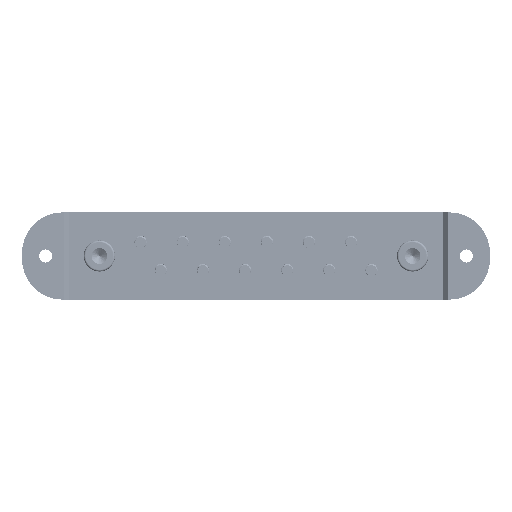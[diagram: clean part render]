
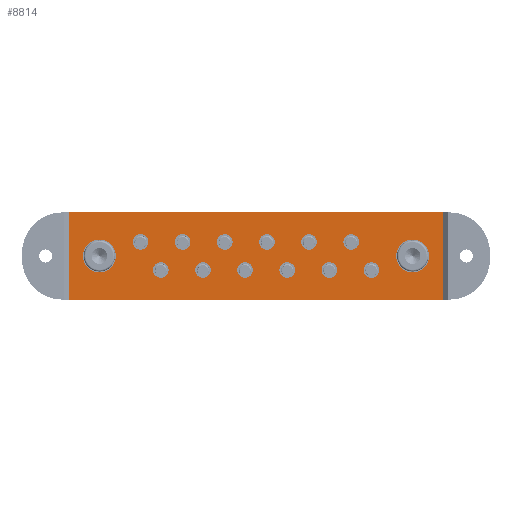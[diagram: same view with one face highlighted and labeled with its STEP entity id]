
A CAD part, front view. The second image highlights one B-rep face of the part: STEP entity #8814.
In plain terms, the highlighted planar face has unit normal (0, -1, 0).
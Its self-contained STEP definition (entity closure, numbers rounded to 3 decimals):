
#199=FACE_BOUND('',#1193,.T.);
#200=FACE_BOUND('',#1194,.T.);
#201=FACE_BOUND('',#1195,.T.);
#202=FACE_BOUND('',#1196,.T.);
#203=FACE_BOUND('',#1197,.T.);
#204=FACE_BOUND('',#1198,.T.);
#205=FACE_BOUND('',#1199,.T.);
#206=FACE_BOUND('',#1200,.T.);
#207=FACE_BOUND('',#1201,.T.);
#208=FACE_BOUND('',#1202,.T.);
#209=FACE_BOUND('',#1203,.T.);
#210=FACE_BOUND('',#1204,.T.);
#211=FACE_BOUND('',#1205,.T.);
#212=FACE_BOUND('',#1206,.T.);
#402=PLANE('',#9505);
#668=FACE_OUTER_BOUND('',#1192,.T.);
#1192=EDGE_LOOP('',(#6737,#6738,#6739,#6740));
#1193=EDGE_LOOP('',(#6741));
#1194=EDGE_LOOP('',(#6742));
#1195=EDGE_LOOP('',(#6743));
#1196=EDGE_LOOP('',(#6744));
#1197=EDGE_LOOP('',(#6745));
#1198=EDGE_LOOP('',(#6746));
#1199=EDGE_LOOP('',(#6747));
#1200=EDGE_LOOP('',(#6748));
#1201=EDGE_LOOP('',(#6749));
#1202=EDGE_LOOP('',(#6750));
#1203=EDGE_LOOP('',(#6751));
#1204=EDGE_LOOP('',(#6752));
#1205=EDGE_LOOP('',(#6753));
#1206=EDGE_LOOP('',(#6754));
#1677=CIRCLE('',#9487,5.25);
#1680=CIRCLE('',#9492,5.25);
#1687=CIRCLE('',#9506,2.5);
#1688=CIRCLE('',#9507,2.5);
#1689=CIRCLE('',#9508,2.5);
#1690=CIRCLE('',#9509,2.5);
#1691=CIRCLE('',#9510,2.5);
#1692=CIRCLE('',#9511,2.5);
#1693=CIRCLE('',#9512,2.5);
#1694=CIRCLE('',#9513,2.5);
#1695=CIRCLE('',#9514,2.5);
#1696=CIRCLE('',#9515,2.5);
#1697=CIRCLE('',#9516,2.5);
#1698=CIRCLE('',#9517,2.5);
#2636=LINE('',#19618,#3062);
#2650=LINE('',#19679,#3076);
#2654=LINE('',#19693,#3080);
#2658=LINE('',#19699,#3084);
#3062=VECTOR('',#10751,10.);
#3076=VECTOR('',#10821,10.);
#3080=VECTOR('',#10835,10.);
#3084=VECTOR('',#10841,10.);
#3666=VERTEX_POINT('',#19615);
#3667=VERTEX_POINT('',#19617);
#3679=VERTEX_POINT('',#19657);
#3682=VERTEX_POINT('',#19666);
#3685=VERTEX_POINT('',#19675);
#3691=VERTEX_POINT('',#19692);
#3694=VERTEX_POINT('',#19704);
#3695=VERTEX_POINT('',#19706);
#3696=VERTEX_POINT('',#19708);
#3697=VERTEX_POINT('',#19710);
#3698=VERTEX_POINT('',#19712);
#3699=VERTEX_POINT('',#19714);
#3700=VERTEX_POINT('',#19716);
#3701=VERTEX_POINT('',#19718);
#3702=VERTEX_POINT('',#19720);
#3703=VERTEX_POINT('',#19722);
#3704=VERTEX_POINT('',#19724);
#3705=VERTEX_POINT('',#19726);
#4752=EDGE_CURVE('',#3666,#3667,#2636,.T.);
#4772=EDGE_CURVE('',#3679,#3679,#1677,.T.);
#4776=EDGE_CURVE('',#3682,#3682,#1680,.T.);
#4782=EDGE_CURVE('',#3667,#3685,#2650,.T.);
#4789=EDGE_CURVE('',#3685,#3691,#2654,.T.);
#4793=EDGE_CURVE('',#3691,#3666,#2658,.T.);
#4795=EDGE_CURVE('',#3694,#3694,#1687,.T.);
#4796=EDGE_CURVE('',#3695,#3695,#1688,.T.);
#4797=EDGE_CURVE('',#3696,#3696,#1689,.T.);
#4798=EDGE_CURVE('',#3697,#3697,#1690,.T.);
#4799=EDGE_CURVE('',#3698,#3698,#1691,.T.);
#4800=EDGE_CURVE('',#3699,#3699,#1692,.T.);
#4801=EDGE_CURVE('',#3700,#3700,#1693,.T.);
#4802=EDGE_CURVE('',#3701,#3701,#1694,.T.);
#4803=EDGE_CURVE('',#3702,#3702,#1695,.T.);
#4804=EDGE_CURVE('',#3703,#3703,#1696,.T.);
#4805=EDGE_CURVE('',#3704,#3704,#1697,.T.);
#4806=EDGE_CURVE('',#3705,#3705,#1698,.T.);
#6737=ORIENTED_EDGE('',*,*,#4752,.F.);
#6738=ORIENTED_EDGE('',*,*,#4793,.F.);
#6739=ORIENTED_EDGE('',*,*,#4789,.F.);
#6740=ORIENTED_EDGE('',*,*,#4782,.F.);
#6741=ORIENTED_EDGE('',*,*,#4772,.T.);
#6742=ORIENTED_EDGE('',*,*,#4776,.T.);
#6743=ORIENTED_EDGE('',*,*,#4795,.F.);
#6744=ORIENTED_EDGE('',*,*,#4796,.F.);
#6745=ORIENTED_EDGE('',*,*,#4797,.F.);
#6746=ORIENTED_EDGE('',*,*,#4798,.F.);
#6747=ORIENTED_EDGE('',*,*,#4799,.F.);
#6748=ORIENTED_EDGE('',*,*,#4800,.F.);
#6749=ORIENTED_EDGE('',*,*,#4801,.F.);
#6750=ORIENTED_EDGE('',*,*,#4802,.F.);
#6751=ORIENTED_EDGE('',*,*,#4803,.F.);
#6752=ORIENTED_EDGE('',*,*,#4804,.F.);
#6753=ORIENTED_EDGE('',*,*,#4805,.F.);
#6754=ORIENTED_EDGE('',*,*,#4806,.F.);
#8814=ADVANCED_FACE('',(#668,#199,#200,#201,#202,#203,#204,#205,#206,#207,
#208,#209,#210,#211,#212),#402,.F.);
#9487=AXIS2_PLACEMENT_3D('',#19658,#10797,#10798);
#9492=AXIS2_PLACEMENT_3D('',#19667,#10808,#10809);
#9505=AXIS2_PLACEMENT_3D('',#19703,#10846,#10847);
#9506=AXIS2_PLACEMENT_3D('',#19705,#10848,#10849);
#9507=AXIS2_PLACEMENT_3D('',#19707,#10850,#10851);
#9508=AXIS2_PLACEMENT_3D('',#19709,#10852,#10853);
#9509=AXIS2_PLACEMENT_3D('',#19711,#10854,#10855);
#9510=AXIS2_PLACEMENT_3D('',#19713,#10856,#10857);
#9511=AXIS2_PLACEMENT_3D('',#19715,#10858,#10859);
#9512=AXIS2_PLACEMENT_3D('',#19717,#10860,#10861);
#9513=AXIS2_PLACEMENT_3D('',#19719,#10862,#10863);
#9514=AXIS2_PLACEMENT_3D('',#19721,#10864,#10865);
#9515=AXIS2_PLACEMENT_3D('',#19723,#10866,#10867);
#9516=AXIS2_PLACEMENT_3D('',#19725,#10868,#10869);
#9517=AXIS2_PLACEMENT_3D('',#19727,#10870,#10871);
#10751=DIRECTION('',(1.,0.,0.));
#10797=DIRECTION('center_axis',(0.,1.,0.));
#10798=DIRECTION('ref_axis',(1.,0.,0.));
#10808=DIRECTION('center_axis',(0.,1.,0.));
#10809=DIRECTION('ref_axis',(1.,0.,0.));
#10821=DIRECTION('',(0.,0.,-1.));
#10835=DIRECTION('',(-1.,0.,0.));
#10841=DIRECTION('',(0.,0.,1.));
#10846=DIRECTION('center_axis',(0.,1.,0.));
#10847=DIRECTION('ref_axis',(0.,0.,1.));
#10848=DIRECTION('center_axis',(0.,-1.,0.));
#10849=DIRECTION('ref_axis',(1.,0.,0.));
#10850=DIRECTION('center_axis',(0.,-1.,0.));
#10851=DIRECTION('ref_axis',(1.,0.,0.));
#10852=DIRECTION('center_axis',(0.,-1.,0.));
#10853=DIRECTION('ref_axis',(1.,0.,0.));
#10854=DIRECTION('center_axis',(0.,-1.,0.));
#10855=DIRECTION('ref_axis',(1.,0.,0.));
#10856=DIRECTION('center_axis',(0.,-1.,0.));
#10857=DIRECTION('ref_axis',(1.,0.,0.));
#10858=DIRECTION('center_axis',(0.,-1.,0.));
#10859=DIRECTION('ref_axis',(1.,0.,0.));
#10860=DIRECTION('center_axis',(0.,-1.,0.));
#10861=DIRECTION('ref_axis',(1.,0.,0.));
#10862=DIRECTION('center_axis',(0.,-1.,0.));
#10863=DIRECTION('ref_axis',(1.,0.,0.));
#10864=DIRECTION('center_axis',(0.,-1.,0.));
#10865=DIRECTION('ref_axis',(1.,0.,0.));
#10866=DIRECTION('center_axis',(0.,-1.,0.));
#10867=DIRECTION('ref_axis',(1.,0.,0.));
#10868=DIRECTION('center_axis',(0.,-1.,0.));
#10869=DIRECTION('ref_axis',(1.,0.,0.));
#10870=DIRECTION('center_axis',(0.,-1.,0.));
#10871=DIRECTION('ref_axis',(1.,0.,0.));
#19615=CARTESIAN_POINT('',(-60.,-5.9,14.));
#19617=CARTESIAN_POINT('',(60.,-5.9,14.));
#19618=CARTESIAN_POINT('',(31.,-5.9,14.));
#19657=CARTESIAN_POINT('',(-55.45,-5.9,0.));
#19658=CARTESIAN_POINT('Origin',(-50.2,-5.9,0.));
#19666=CARTESIAN_POINT('',(44.95,-5.9,0.));
#19667=CARTESIAN_POINT('Origin',(50.2,-5.9,0.));
#19675=CARTESIAN_POINT('',(60.,-5.9,-14.));
#19679=CARTESIAN_POINT('',(60.,-5.9,14.));
#19692=CARTESIAN_POINT('',(-60.,-5.9,-14.));
#19693=CARTESIAN_POINT('',(-31.,-5.9,-14.));
#19699=CARTESIAN_POINT('',(-60.,-5.9,14.));
#19703=CARTESIAN_POINT('Origin',(0.,-5.9,0.));
#19704=CARTESIAN_POINT('',(-39.5,-5.9,4.5));
#19705=CARTESIAN_POINT('Origin',(-37.,-5.9,4.5));
#19706=CARTESIAN_POINT('',(28.,-5.9,4.5));
#19707=CARTESIAN_POINT('Origin',(30.5,-5.9,4.5));
#19708=CARTESIAN_POINT('',(-26.,-5.9,4.5));
#19709=CARTESIAN_POINT('Origin',(-23.5,-5.9,4.5));
#19710=CARTESIAN_POINT('',(-19.5,-5.9,-4.5));
#19711=CARTESIAN_POINT('Origin',(-17.,-5.9,-4.5));
#19712=CARTESIAN_POINT('',(21.,-5.9,-4.5));
#19713=CARTESIAN_POINT('Origin',(23.5,-5.9,-4.5));
#19714=CARTESIAN_POINT('',(34.5,-5.9,-4.5));
#19715=CARTESIAN_POINT('Origin',(37.,-5.9,-4.5));
#19716=CARTESIAN_POINT('',(-12.5,-5.9,4.5));
#19717=CARTESIAN_POINT('Origin',(-10.,-5.9,4.5));
#19718=CARTESIAN_POINT('',(1.,-5.9,4.5));
#19719=CARTESIAN_POINT('Origin',(3.5,-5.9,4.5));
#19720=CARTESIAN_POINT('',(-33.,-5.9,-4.5));
#19721=CARTESIAN_POINT('Origin',(-30.5,-5.9,-4.5));
#19722=CARTESIAN_POINT('',(7.5,-5.9,-4.5));
#19723=CARTESIAN_POINT('Origin',(10.,-5.9,-4.5));
#19724=CARTESIAN_POINT('',(-6.,-5.9,-4.5));
#19725=CARTESIAN_POINT('Origin',(-3.5,-5.9,-4.5));
#19726=CARTESIAN_POINT('',(14.5,-5.9,4.5));
#19727=CARTESIAN_POINT('Origin',(17.,-5.9,4.5));
